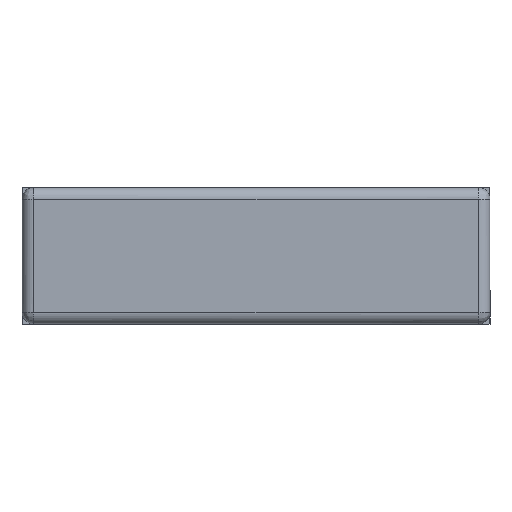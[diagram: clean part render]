
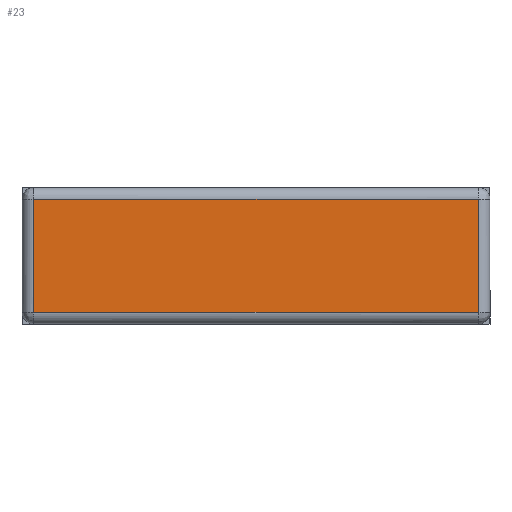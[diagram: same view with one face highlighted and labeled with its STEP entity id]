
A CAD part, top view. The second image highlights one B-rep face of the part: STEP entity #23.
In plain terms, the highlighted planar face has unit normal (0, 0, 1).
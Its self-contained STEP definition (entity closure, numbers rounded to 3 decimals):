
#23=ADVANCED_FACE('',(#225),#2813,.T.);
#225=FACE_OUTER_BOUND('',#427,.T.);
#427=EDGE_LOOP('',(#648,#649,#650,#651));
#648=ORIENTED_EDGE('',*,*,#1580,.T.);
#649=ORIENTED_EDGE('',*,*,#1582,.T.);
#650=ORIENTED_EDGE('',*,*,#1583,.T.);
#651=ORIENTED_EDGE('',*,*,#1581,.T.);
#1580=EDGE_CURVE('',#2520,#2521,#2110,.T.);
#1581=EDGE_CURVE('',#2522,#2520,#2111,.T.);
#1582=EDGE_CURVE('',#2521,#2523,#2112,.T.);
#1583=EDGE_CURVE('',#2523,#2522,#2113,.T.);
#2110=B_SPLINE_CURVE_WITH_KNOTS('',1,(#3459,#3460),.UNSPECIFIED.,.F.,.F.,
(2,2),(30.,1170.),.UNSPECIFIED.);
#2111=B_SPLINE_CURVE_WITH_KNOTS('',1,(#3461,#3462),.UNSPECIFIED.,.F.,.F.,
(2,2),(30.,320.),.UNSPECIFIED.);
#2112=B_SPLINE_CURVE_WITH_KNOTS('',1,(#3463,#3464),.UNSPECIFIED.,.F.,.F.,
(2,2),(30.,320.),.UNSPECIFIED.);
#2113=B_SPLINE_CURVE_WITH_KNOTS('',1,(#3465,#3466),.UNSPECIFIED.,.F.,.F.,
(2,2),(30.,1170.),.UNSPECIFIED.);
#2520=VERTEX_POINT('',#3423);
#2521=VERTEX_POINT('',#3424);
#2522=VERTEX_POINT('',#3425);
#2523=VERTEX_POINT('',#3426);
#2813=PLANE('',#2986);
#2986=AXIS2_PLACEMENT_3D('',#3298,#3142,$);
#3142=DIRECTION('',(0.,0.,1.));
#3298=CARTESIAN_POINT('',(5748.535,-3247.253,601.938));
#3423=CARTESIAN_POINT('',(6918.535,-2927.253,601.938));
#3424=CARTESIAN_POINT('',(5778.535,-2927.253,601.938));
#3425=CARTESIAN_POINT('',(6918.535,-3217.253,601.938));
#3426=CARTESIAN_POINT('',(5778.535,-3217.253,601.938));
#3459=CARTESIAN_POINT('',(6918.535,-2927.253,601.938));
#3460=CARTESIAN_POINT('',(5778.535,-2927.253,601.938));
#3461=CARTESIAN_POINT('',(6918.535,-3217.253,601.938));
#3462=CARTESIAN_POINT('',(6918.535,-2927.253,601.938));
#3463=CARTESIAN_POINT('',(5778.535,-2927.253,601.938));
#3464=CARTESIAN_POINT('',(5778.535,-3217.253,601.938));
#3465=CARTESIAN_POINT('',(5778.535,-3217.253,601.938));
#3466=CARTESIAN_POINT('',(6918.535,-3217.253,601.938));
